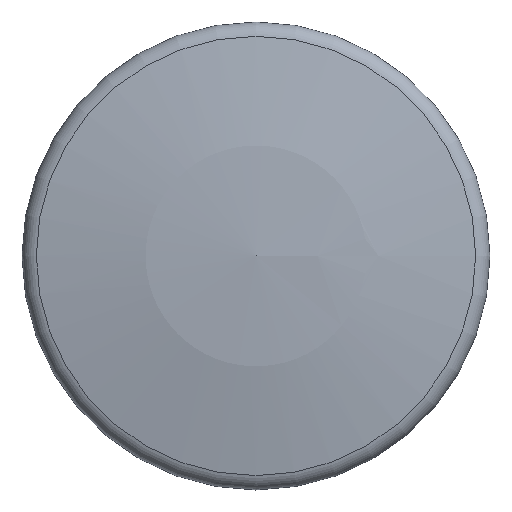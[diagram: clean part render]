
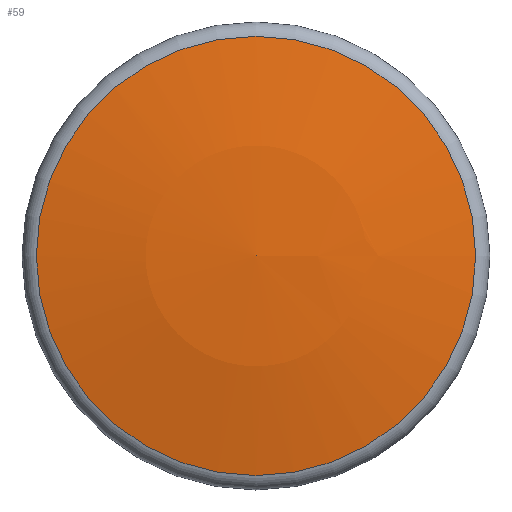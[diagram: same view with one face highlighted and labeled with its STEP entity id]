
A CAD part, top view. The second image highlights one B-rep face of the part: STEP entity #59.
In plain terms, the highlighted spherical face has radius 60 mm.
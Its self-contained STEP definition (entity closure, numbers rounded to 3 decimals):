
#59 = ADVANCED_FACE( '', ( #126 ), #127, .T. );
#126 = FACE_OUTER_BOUND( '', #192, .T. );
#127 = SPHERICAL_SURFACE( '', #193, 60. );
#192 = EDGE_LOOP( '', ( #272 ) );
#193 = AXIS2_PLACEMENT_3D( '', #273, #274, #275 );
#272 = ORIENTED_EDGE( '', *, *, #305, .T. );
#273 = CARTESIAN_POINT( '', ( 0., 0., -43. ) );
#274 = DIRECTION( '', ( 0., 0., 1. ) );
#275 = DIRECTION( '', ( 1., 0., 0. ) );
#305 = EDGE_CURVE( '', #338, #338, #339, .F. );
#338 = VERTEX_POINT( '', #381 );
#339 = CIRCLE( '', #382, 12.203 );
#381 = CARTESIAN_POINT( '', ( -12.203, 0., 15.746 ) );
#382 = AXIS2_PLACEMENT_3D( '', #425, #426, #427 );
#425 = CARTESIAN_POINT( '', ( 0., 0., 15.746 ) );
#426 = DIRECTION( '', ( 0., 0., -1. ) );
#427 = DIRECTION( '', ( -1., 0., 0. ) );
